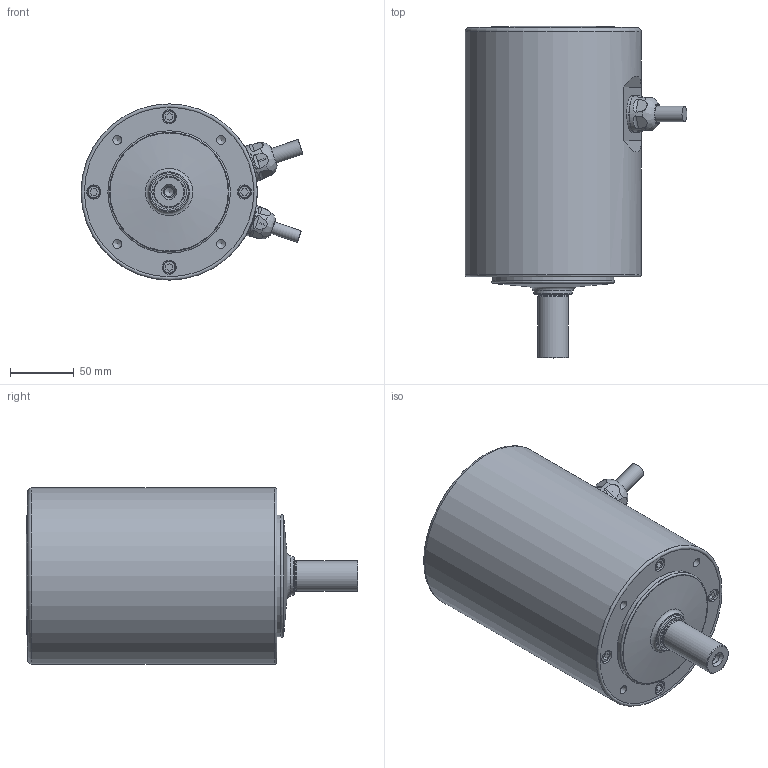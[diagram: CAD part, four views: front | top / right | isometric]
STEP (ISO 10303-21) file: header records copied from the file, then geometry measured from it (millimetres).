
FILE_DESCRIPTION(/* description */ (''),/* implementation_level */ '2;1');
FILE_NAME(/* name */ 'KSY464HD_RQ-3_S1_B14.stp',/* time_stamp */ '2021-10-04T15:43:16+02:00',/* author */ (''),/* organization */ (''),/* preprocessor_version */ 'ST-DEVELOPER v16',/* originating_system */ 'SIEMENS PLM Software NX 10.0',/* authorisation */ '');
FILE_SCHEMA (('AUTOMOTIVE_DESIGN { 1 0 10303 214 3 1 1 1 }'));
Length unit declared in the file: millimetre
Products named in the file (5): 028068020; 028068016; Leitung D12; SK535309_96_0; KSY464E_HD_R4
Assembly tree (4 placements, depth 2):
  KSY464E_HD_R4
    SK535309_96_0
    Leitung D12
    028068016
    028068020
Bounding box: 173.83 x 260 x 138 mm (x, y, z)
Volume: 2999198.8 mm3; surface area: 152412.8 mm2
Topology: 15 solids, 16 shells, 1017 faces, 2521 edges, 1554 vertices
Faces by surface type: cylinder 386, torus 344, plane 156, bspline 81, cone 50
Full cylindrical faces by diameter (mm): 0.5 x207, 6.985 x5, 7.02 x1, 9 x1, 9.3 x1, 9.6 x2, 9.62 x1, 10 x4, 11 x5, 11.2 x1, 11.3 x2, 11.6 x1, 12 x1, 12.3 x1, 12.4 x1, 13 x1, 14 x2, 14.1 x1, 14.3 x2, 14.6 x1, 15.593 x4, 16 x5, 16.3 x1, 17 x1, 18.95 x1, 20 x6, 20.3 x2, 21 x1, 21.35 x1, 22.95 x1
Entity records: 42847 total; most frequent: CARTESIAN_POINT 22558, DIRECTION 3696, ORIENTED_EDGE 3082, EDGE_LOOP 1770, AXIS2_PLACEMENT_3D 1713, EDGE_CURVE 1541, FACE_BOUND 1512, VERTEX_POINT 1264
